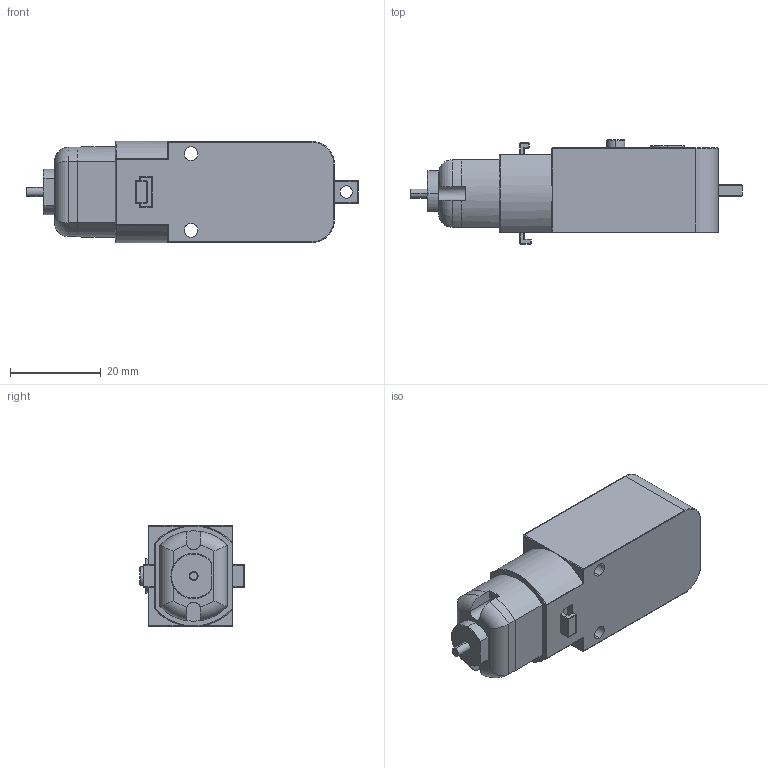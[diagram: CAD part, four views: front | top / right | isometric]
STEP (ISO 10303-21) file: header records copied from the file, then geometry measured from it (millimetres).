
FILE_DESCRIPTION (( 'STEP AP203' ), '1' );
FILE_NAME ('Motorreductor_Default_sldprt.STEP', '2020-12-03T23:08:09', ( '' ), ( '' ), 'SwSTEP 2.0', 'SolidWorks 2020', '' );
FILE_SCHEMA (( 'CONFIG_CONTROL_DESIGN' ));
Length unit declared in the file: millimetre
Products named in the file (1): Motorreductor_Default_sldprt
Bounding box: 73.2 x 23 x 22.3 mm (x, y, z)
Volume: 22341.3 mm3; surface area: 6085.4 mm2
Topology: 1 solids, 1 shells, 185 faces, 443 edges, 250 vertices
Faces by surface type: cylinder 92, plane 56, torus 18, sphere 18, bspline 1
Entity records: 5449 total; most frequent: CARTESIAN_POINT 1202, DIRECTION 908, ORIENTED_EDGE 850, EDGE_CURVE 425, AXIS2_PLACEMENT_3D 347, VERTEX_POINT 250, VECTOR 214, LINE 214
